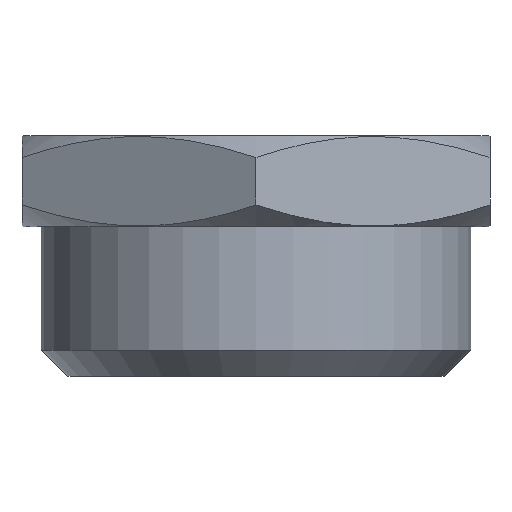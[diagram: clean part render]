
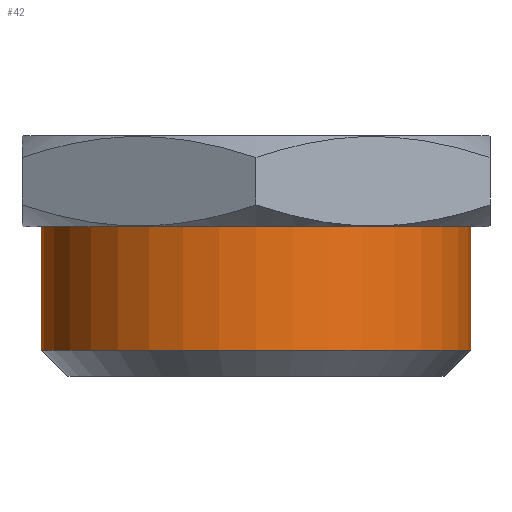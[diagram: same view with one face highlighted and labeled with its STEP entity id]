
A CAD part, left-side view. The second image highlights one B-rep face of the part: STEP entity #42.
In plain terms, the highlighted cylindrical face has radius 16.525 mm (diameter 33.05 mm), a full revolution.
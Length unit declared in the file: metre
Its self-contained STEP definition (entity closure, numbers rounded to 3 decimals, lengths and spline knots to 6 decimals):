
#42 = ADVANCED_FACE( 'NONE', ( #93, #94 ), #95, .T. );
#93 = FACE_OUTER_BOUND( '', #158, .T. );
#94 = FACE_OUTER_BOUND( '', #159, .T. );
#95 = CYLINDRICAL_SURFACE( '', #160, 0.016525 );
#158 = EDGE_LOOP( '', ( #219 ) );
#159 = EDGE_LOOP( '', ( #220 ) );
#160 = AXIS2_PLACEMENT_3D( '', #221, #222, #223 );
#219 = ORIENTED_EDGE( '', *, *, #334, .T. );
#220 = ORIENTED_EDGE( '', *, *, #335, .T. );
#221 = CARTESIAN_POINT( '', ( 0., 0., 0. ) );
#222 = DIRECTION( '', ( 0., 0., -1. ) );
#223 = DIRECTION( '', ( 1., 0., 0. ) );
#334 = EDGE_CURVE( 'NONE', #379, #379, #380, .T. );
#335 = EDGE_CURVE( 'NONE', #381, #381, #382, .T. );
#379 = VERTEX_POINT( '', #443 );
#380 = CIRCLE( '', #444, 0.016525 );
#381 = VERTEX_POINT( '', #445 );
#382 = CIRCLE( '', #446, 0.016525 );
#443 = CARTESIAN_POINT( '', ( -0.016525, 0., 0. ) );
#444 = AXIS2_PLACEMENT_3D( '', #609, #610, #611 );
#445 = CARTESIAN_POINT( '', ( -0.016525, 0., -0.0095 ) );
#446 = AXIS2_PLACEMENT_3D( '', #612, #613, #614 );
#609 = CARTESIAN_POINT( '', ( 0., 0., 0. ) );
#610 = DIRECTION( '', ( 0., 0., -1. ) );
#611 = DIRECTION( '', ( -1., 0., 0. ) );
#612 = CARTESIAN_POINT( '', ( 0., 0., -0.0095 ) );
#613 = DIRECTION( '', ( 0., 0., 1. ) );
#614 = DIRECTION( '', ( -1., 0., 0. ) );
